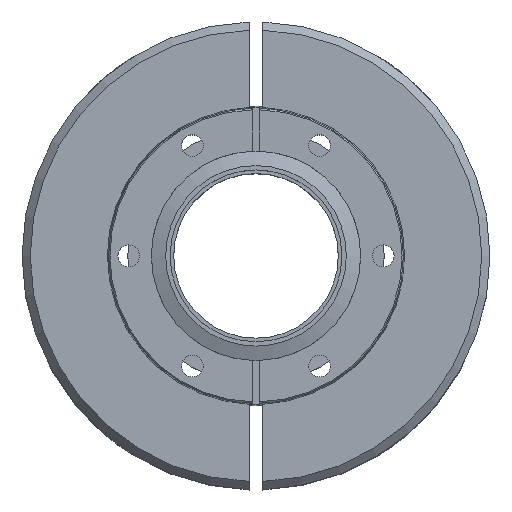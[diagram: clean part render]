
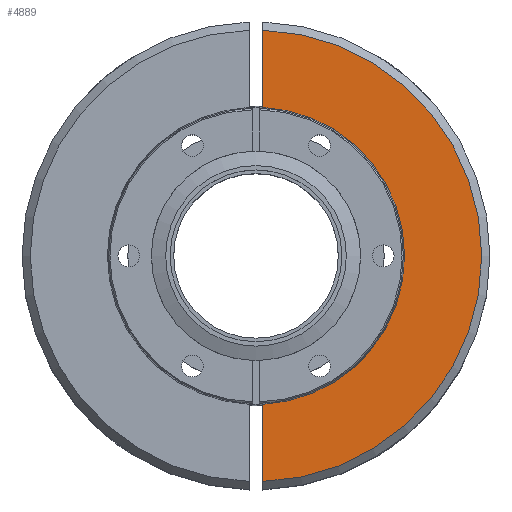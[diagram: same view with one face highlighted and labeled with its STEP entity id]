
A CAD part, top view. The second image highlights one B-rep face of the part: STEP entity #4889.
In plain terms, the highlighted planar face has unit normal (0, 0, 1).
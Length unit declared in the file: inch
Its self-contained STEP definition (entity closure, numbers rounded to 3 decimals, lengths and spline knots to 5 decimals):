
#134 = PLANE ( 'NONE',  #310 ) ;
#222 = VERTEX_POINT ( 'NONE', #2904 ) ;
#310 = AXIS2_PLACEMENT_3D ( 'NONE', #3811, #1069, #4274 ) ;
#416 = EDGE_LOOP ( 'NONE', ( #3832, #5621, #852, #4720 ) ) ;
#643 = DIRECTION ( 'NONE',  ( 0., 0., -1. ) ) ;
#656 = VERTEX_POINT ( 'NONE', #5890 ) ;
#852 = ORIENTED_EDGE ( 'NONE', *, *, #5583, .F. ) ;
#874 = CARTESIAN_POINT ( 'NONE',  ( 0.0625, -2.04905, 0.80881 ) ) ;
#954 = EDGE_CURVE ( 'NONE', #222, #656, #3965, .T. ) ;
#1069 = DIRECTION ( 'NONE',  ( 0., 0., 1. ) ) ;
#1154 = VECTOR ( 'NONE', #1544, 39.37008 ) ;
#1225 = CARTESIAN_POINT ( 'NONE',  ( 0., 0., 0.80881 ) ) ;
#1267 = VERTEX_POINT ( 'NONE', #874 ) ;
#1514 = FACE_OUTER_BOUND ( 'NONE', #416, .T. ) ;
#1544 = DIRECTION ( 'NONE',  ( 0., 1., 0. ) ) ;
#1695 = DIRECTION ( 'NONE',  ( 0., 1., 0. ) ) ;
#2290 = VERTEX_POINT ( 'NONE', #4304 ) ;
#2310 = EDGE_CURVE ( 'NONE', #222, #2290, #2891, .T. ) ;
#2368 = AXIS2_PLACEMENT_3D ( 'NONE', #3392, #643, #3836 ) ;
#2457 = DIRECTION ( 'NONE',  ( 0., 1., 0. ) ) ;
#2484 = CARTESIAN_POINT ( 'NONE',  ( 0.0625, 2.12408, 0.80881 ) ) ;
#2891 = LINE ( 'NONE', #2484, #1154 ) ;
#2904 = CARTESIAN_POINT ( 'NONE',  ( 0.0625, 1.34816, 0.80881 ) ) ;
#3218 = LINE ( 'NONE', #3742, #5616 ) ;
#3392 = CARTESIAN_POINT ( 'NONE',  ( 0., 0., 0.80881 ) ) ;
#3742 = CARTESIAN_POINT ( 'NONE',  ( 0.0625, -1.27347, 0.80881 ) ) ;
#3811 = CARTESIAN_POINT ( 'NONE',  ( 0., 1.34961, 0.80881 ) ) ;
#3832 = ORIENTED_EDGE ( 'NONE', *, *, #2310, .F. ) ;
#3836 = DIRECTION ( 'NONE',  ( 0., 1., 0. ) ) ;
#3965 = CIRCLE ( 'NONE', #2368, 1.34961 ) ;
#3987 = AXIS2_PLACEMENT_3D ( 'NONE', #1225, #4427, #1695 ) ;
#4274 = DIRECTION ( 'NONE',  ( 0., -1., 0. ) ) ;
#4304 = CARTESIAN_POINT ( 'NONE',  ( 0.0625, 2.04905, 0.80881 ) ) ;
#4427 = DIRECTION ( 'NONE',  ( 0., 0., -1. ) ) ;
#4512 = CIRCLE ( 'NONE', #3987, 2.05 ) ;
#4720 = ORIENTED_EDGE ( 'NONE', *, *, #4961, .F. ) ;
#4889 = ADVANCED_FACE ( 'NONE', ( #1514 ), #134, .T. ) ;
#4961 = EDGE_CURVE ( 'NONE', #2290, #1267, #4512, .T. ) ;
#5583 = EDGE_CURVE ( 'NONE', #1267, #656, #3218, .T. ) ;
#5616 = VECTOR ( 'NONE', #2457, 39.37008 ) ;
#5621 = ORIENTED_EDGE ( 'NONE', *, *, #954, .T. ) ;
#5890 = CARTESIAN_POINT ( 'NONE',  ( 0.0625, -1.34816, 0.80881 ) ) ;
